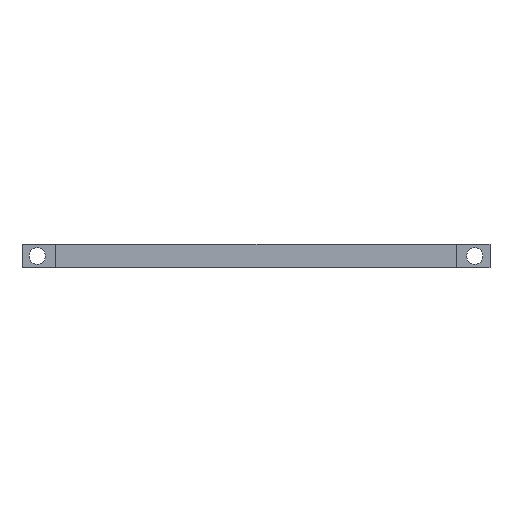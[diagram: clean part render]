
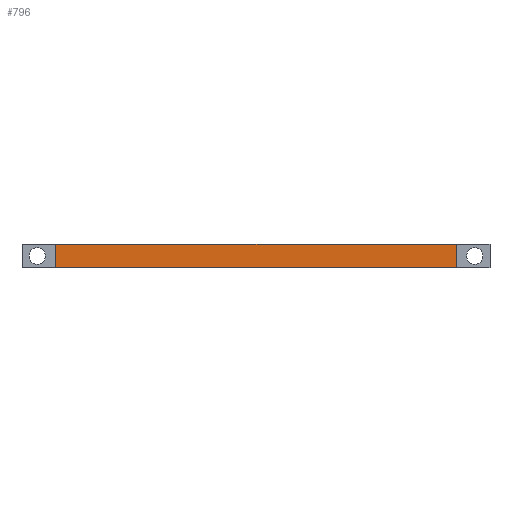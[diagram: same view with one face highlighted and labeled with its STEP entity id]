
A CAD part, front view. The second image highlights one B-rep face of the part: STEP entity #796.
In plain terms, the highlighted planar face has unit normal (0, -1, 0).
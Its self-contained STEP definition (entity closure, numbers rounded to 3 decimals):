
#82 = VERTEX_POINT('',#83);
#83 = CARTESIAN_POINT('',(-42.8,-50.,0.));
#89 = EDGE_CURVE('',#82,#90,#92,.T.);
#90 = VERTEX_POINT('',#91);
#91 = CARTESIAN_POINT('',(42.8,-50.,0.));
#92 = LINE('',#93,#94);
#93 = CARTESIAN_POINT('',(-42.8,-50.,0.));
#94 = VECTOR('',#95,1.);
#95 = DIRECTION('',(1.,0.,0.));
#754 = VERTEX_POINT('',#755);
#755 = CARTESIAN_POINT('',(-42.8,-50.,5.));
#761 = EDGE_CURVE('',#82,#754,#762,.T.);
#762 = LINE('',#763,#764);
#763 = CARTESIAN_POINT('',(-42.8,-50.,0.));
#764 = VECTOR('',#765,1.);
#765 = DIRECTION('',(0.,0.,1.));
#796 = ADVANCED_FACE('',(#797),#815,.F.);
#797 = FACE_BOUND('',#798,.F.);
#798 = EDGE_LOOP('',(#799,#800,#808,#814));
#799 = ORIENTED_EDGE('',*,*,#761,.T.);
#800 = ORIENTED_EDGE('',*,*,#801,.T.);
#801 = EDGE_CURVE('',#754,#802,#804,.T.);
#802 = VERTEX_POINT('',#803);
#803 = CARTESIAN_POINT('',(42.8,-50.,5.));
#804 = LINE('',#805,#806);
#805 = CARTESIAN_POINT('',(-42.8,-50.,5.));
#806 = VECTOR('',#807,1.);
#807 = DIRECTION('',(1.,0.,0.));
#808 = ORIENTED_EDGE('',*,*,#809,.F.);
#809 = EDGE_CURVE('',#90,#802,#810,.T.);
#810 = LINE('',#811,#812);
#811 = CARTESIAN_POINT('',(42.8,-50.,0.));
#812 = VECTOR('',#813,1.);
#813 = DIRECTION('',(0.,0.,1.));
#814 = ORIENTED_EDGE('',*,*,#89,.F.);
#815 = PLANE('',#816);
#816 = AXIS2_PLACEMENT_3D('',#817,#818,#819);
#817 = CARTESIAN_POINT('',(-42.8,-50.,0.));
#818 = DIRECTION('',(0.,1.,0.));
#819 = DIRECTION('',(1.,0.,0.));
